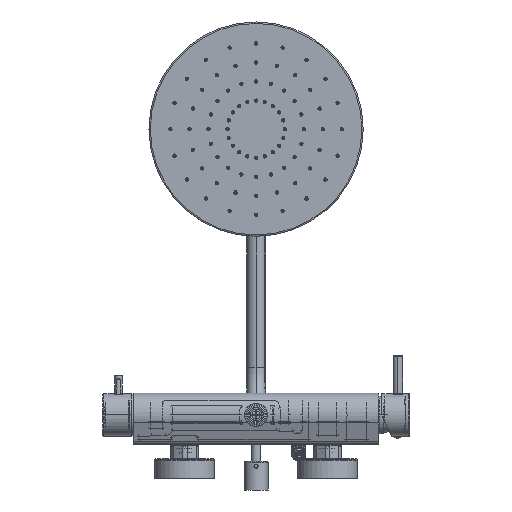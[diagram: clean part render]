
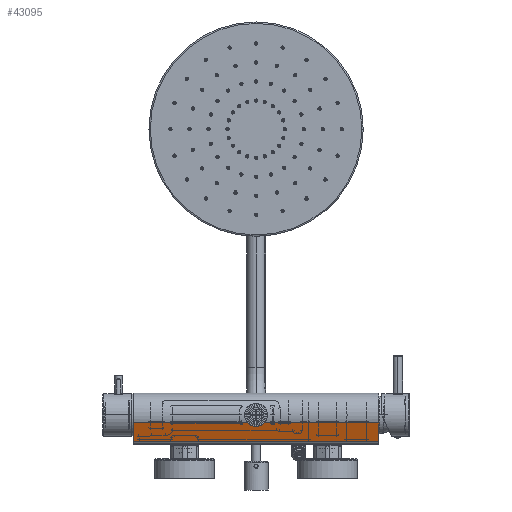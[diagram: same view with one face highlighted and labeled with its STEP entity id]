
A CAD part, front view. The second image highlights one B-rep face of the part: STEP entity #43095.
In plain terms, the highlighted planar face has unit normal (0, -0.93, -0.367).
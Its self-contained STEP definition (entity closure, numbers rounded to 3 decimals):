
#10451=CARTESIAN_POINT('',(-8.656,-78.993,
-8.455));
#10480=DIRECTION('',(1.,0.,0.));
#10481=VECTOR('',#10480,120.344);
#10482=CARTESIAN_POINT('',(-129.,-78.993,-8.455));
#10483=LINE('',#10482,#10481);
#10666=DIRECTION('',(1.,0.,0.));
#10667=VECTOR('',#10666,120.344);
#10668=CARTESIAN_POINT('',(8.656,-78.993,
-8.455));
#10669=LINE('',#10668,#10667);
#10697=CARTESIAN_POINT('',(8.656,-78.993,
-8.455));
#10707=CARTESIAN_POINT('',(-8.656,-78.993,
-8.455));
#10708=CARTESIAN_POINT('',(-8.295,-78.848,
-8.824));
#10709=CARTESIAN_POINT('',(-7.574,-78.593,
-9.47));
#10710=CARTESIAN_POINT('',(-6.492,-78.29,
-10.238));
#10711=CARTESIAN_POINT('',(-5.41,-78.051,
-10.846));
#10712=CARTESIAN_POINT('',(-3.967,-77.802,
-11.477));
#10713=CARTESIAN_POINT('',(-2.164,-77.607,
-11.972));
#10714=CARTESIAN_POINT('',(0.,-77.531,-12.164));
#10715=CARTESIAN_POINT('',(2.164,-77.607,
-11.972));
#10716=CARTESIAN_POINT('',(3.967,-77.802,
-11.477));
#10717=CARTESIAN_POINT('',(5.41,-78.051,
-10.846));
#10718=CARTESIAN_POINT('',(6.492,-78.29,
-10.238));
#10719=CARTESIAN_POINT('',(7.574,-78.593,
-9.47));
#10720=CARTESIAN_POINT('',(8.295,-78.848,
-8.824));
#10721=CARTESIAN_POINT('',(8.656,-78.993,
-8.455));
#10723=DIRECTION('',(0.,0.367,-0.93));
#10724=VECTOR('',#10723,20.851);
#10725=CARTESIAN_POINT('',(129.,-78.993,-8.455));
#10726=LINE('',#10725,#10724);
#10727=DIRECTION('',(0.,0.367,-0.93));
#10728=VECTOR('',#10727,20.851);
#10729=CARTESIAN_POINT('',(-129.,-78.993,-8.455));
#10730=LINE('',#10729,#10728);
#10736=DIRECTION('',(-1.,0.,0.));
#10737=VECTOR('',#10736,258.);
#10738=CARTESIAN_POINT('',(129.,-71.345,-27.852));
#10739=LINE('',#10738,#10737);
#34049=CARTESIAN_POINT('',(129.,-78.993,-8.455));
#34050=VERTEX_POINT('',#34049);
#34051=CARTESIAN_POINT('',(129.,-71.345,-27.852));
#34052=VERTEX_POINT('',#34051);
#34057=CARTESIAN_POINT('',(-129.,-78.993,-8.455));
#34058=VERTEX_POINT('',#34057);
#34059=CARTESIAN_POINT('',(-129.,-71.345,-27.852));
#34060=VERTEX_POINT('',#34059);
#34273=VERTEX_POINT('',#10697);
#34274=VERTEX_POINT('',#10451);
#43080=CARTESIAN_POINT('',(-131.,-78.993,
-8.455));
#43081=DIRECTION('',(0.,-0.93,-0.367));
#43082=DIRECTION('',(0.,0.367,-0.93));
#43083=AXIS2_PLACEMENT_3D('',#43080,#43081,#43082);
#43084=PLANE('',#43083);
#43085=ORIENTED_EDGE('',*,*,#43059,.T.);
#43086=ORIENTED_EDGE('',*,*,#43006,.T.);
#43087=ORIENTED_EDGE('',*,*,#42832,.T.);
#43089=ORIENTED_EDGE('',*,*,#43088,.T.);
#43091=ORIENTED_EDGE('',*,*,#43090,.F.);
#43092=ORIENTED_EDGE('',*,*,#42995,.T.);
#43093=EDGE_LOOP('',(#43085,#43086,#43087,#43089,#43091,#43092));
#43094=FACE_OUTER_BOUND('',#43093,.F.);
#43095=ADVANCED_FACE('',(#43094),#43084,.T.);
#10722=B_SPLINE_CURVE_WITH_KNOTS('',3,(#10707,#10708,#10709,#10710,#10711,
#10712,#10713,#10714,#10715,#10716,#10717,#10718,#10719,#10720,#10721),
.UNSPECIFIED.,.F.,.F.,(4,1,1,1,1,1,1,1,1,1,1,1,4),(0.,0.063,0.125,
0.188,0.25,0.375,0.5,0.625,0.75,0.813,0.875,0.938,1.),
.UNSPECIFIED.);
#42832=EDGE_CURVE('',#34050,#34052,#10726,.T.);
#42995=EDGE_CURVE('',#34058,#34274,#10483,.T.);
#43006=EDGE_CURVE('',#34273,#34050,#10669,.T.);
#43059=EDGE_CURVE('',#34274,#34273,#10722,.T.);
#43088=EDGE_CURVE('',#34052,#34060,#10739,.T.);
#43090=EDGE_CURVE('',#34058,#34060,#10730,.T.);
